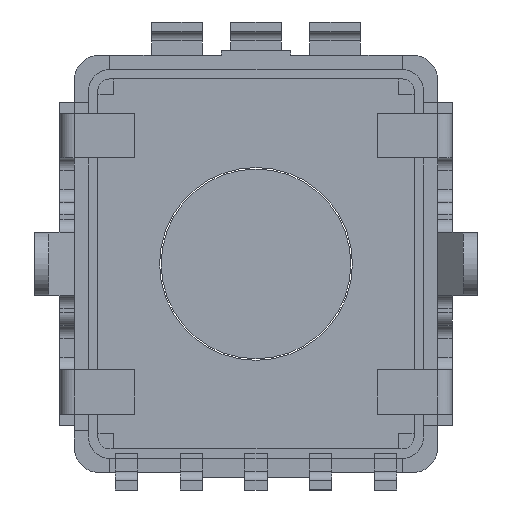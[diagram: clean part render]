
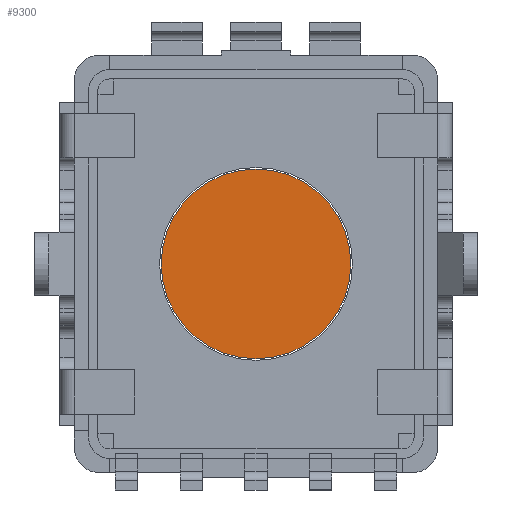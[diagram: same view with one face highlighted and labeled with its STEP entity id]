
A CAD part, front view. The second image highlights one B-rep face of the part: STEP entity #9300.
In plain terms, the highlighted planar face has unit normal (0, -1, 0).
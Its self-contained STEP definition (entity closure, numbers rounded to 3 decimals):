
#66 = FACE_OUTER_BOUND ( 'NONE', #7290, .T. ) ;
#277 = VERTEX_POINT ( 'NONE', #7219 ) ;
#975 = CARTESIAN_POINT ( 'NONE',  ( 0., -6.85, 0. ) ) ;
#1066 = DIRECTION ( 'NONE',  ( 0., 0., 1. ) ) ;
#1134 = ORIENTED_EDGE ( 'NONE', *, *, #8749, .F. ) ;
#1362 = CARTESIAN_POINT ( 'NONE',  ( 0., -6.85, -3. ) ) ;
#1487 = EDGE_CURVE ( 'NONE', #277, #5128, #8389, .T. ) ;
#1781 = PLANE ( 'NONE',  #3544 ) ;
#2708 = CIRCLE ( 'NONE', #3943, 3. ) ;
#3335 = DIRECTION ( 'NONE',  ( 0., 0., 1. ) ) ;
#3483 = CARTESIAN_POINT ( 'NONE',  ( 0., -6.85, 0. ) ) ;
#3544 = AXIS2_PLACEMENT_3D ( 'NONE', #975, #7285, #8888 ) ;
#3698 = AXIS2_PLACEMENT_3D ( 'NONE', #3483, #4929, #1066 ) ;
#3943 = AXIS2_PLACEMENT_3D ( 'NONE', #8831, #6611, #3335 ) ;
#4929 = DIRECTION ( 'NONE',  ( 0., 1., 0. ) ) ;
#5128 = VERTEX_POINT ( 'NONE', #1362 ) ;
#6611 = DIRECTION ( 'NONE',  ( 0., 1., 0. ) ) ;
#7219 = CARTESIAN_POINT ( 'NONE',  ( 0., -6.85, 3. ) ) ;
#7285 = DIRECTION ( 'NONE',  ( 0., 1., 0. ) ) ;
#7290 = EDGE_LOOP ( 'NONE', ( #9194, #1134 ) ) ;
#8389 = CIRCLE ( 'NONE', #3698, 3. ) ;
#8749 = EDGE_CURVE ( 'NONE', #5128, #277, #2708, .T. ) ;
#8831 = CARTESIAN_POINT ( 'NONE',  ( 0., -6.85, 0. ) ) ;
#8888 = DIRECTION ( 'NONE',  ( 0., 0., 1. ) ) ;
#9194 = ORIENTED_EDGE ( 'NONE', *, *, #1487, .F. ) ;
#9300 = ADVANCED_FACE ( 'NONE', ( #66 ), #1781, .F. ) ;
